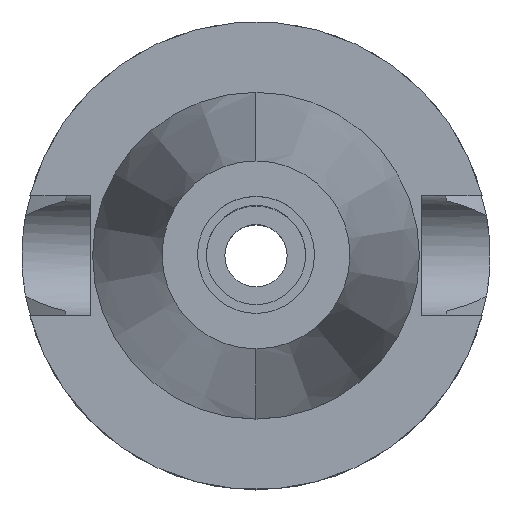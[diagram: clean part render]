
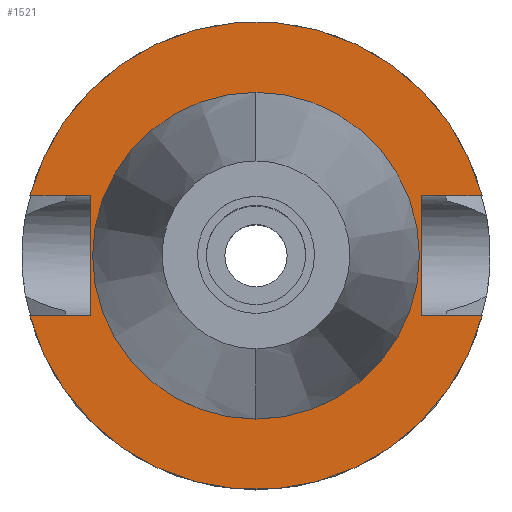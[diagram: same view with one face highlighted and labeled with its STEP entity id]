
A CAD part, top view. The second image highlights one B-rep face of the part: STEP entity #1521.
In plain terms, the highlighted planar face has unit normal (0, 0, 1).
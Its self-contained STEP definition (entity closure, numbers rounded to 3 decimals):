
#8 = DIRECTION ( 'NONE',  ( 0., 0., -1. ) ) ;
#13 = CARTESIAN_POINT ( 'NONE',  ( -48.321, -12.85, -1.5 ) ) ;
#17 = DIRECTION ( 'NONE',  ( 0., -1., 0. ) ) ;
#67 = VECTOR ( 'NONE', #2153, 1000. ) ;
#230 = LINE ( 'NONE', #242, #3046 ) ;
#233 = LINE ( 'NONE', #1171, #303 ) ;
#242 = CARTESIAN_POINT ( 'NONE',  ( -35.4, -12.85, -1.5 ) ) ;
#250 = AXIS2_PLACEMENT_3D ( 'NONE', #1664, #663, #17 ) ;
#275 = VERTEX_POINT ( 'NONE', #525 ) ;
#298 = EDGE_CURVE ( 'NONE', #275, #1227, #2168, .T. ) ;
#303 = VECTOR ( 'NONE', #2132, 1000. ) ;
#317 = EDGE_CURVE ( 'NONE', #2114, #1361, #1793, .T. ) ;
#332 = EDGE_CURVE ( 'NONE', #2225, #1572, #233, .T. ) ;
#495 = ORIENTED_EDGE ( 'NONE', *, *, #332, .F. ) ;
#525 = CARTESIAN_POINT ( 'NONE',  ( 35.4, 12.85, -1.5 ) ) ;
#579 = CARTESIAN_POINT ( 'NONE',  ( 0., 34.925, -1.5 ) ) ;
#590 = EDGE_CURVE ( 'NONE', #275, #1929, #1957, .T. ) ;
#663 = DIRECTION ( 'NONE',  ( 0., 0., -1. ) ) ;
#726 = VERTEX_POINT ( 'NONE', #2949 ) ;
#755 = DIRECTION ( 'NONE',  ( 0., -1., 0. ) ) ;
#847 = VECTOR ( 'NONE', #755, 1000. ) ;
#860 = CARTESIAN_POINT ( 'NONE',  ( 35.4, -12.85, -1.5 ) ) ;
#881 = ORIENTED_EDGE ( 'NONE', *, *, #590, .F. ) ;
#889 = CARTESIAN_POINT ( 'NONE',  ( -35.4, -12.85, -1.5 ) ) ;
#904 = VERTEX_POINT ( 'NONE', #579 ) ;
#914 = ORIENTED_EDGE ( 'NONE', *, *, #317, .F. ) ;
#969 = EDGE_LOOP ( 'NONE', ( #2732, #1501 ) ) ;
#992 = CARTESIAN_POINT ( 'NONE',  ( 35.4, 12.85, -1.5 ) ) ;
#1007 = VERTEX_POINT ( 'NONE', #889 ) ;
#1032 = CARTESIAN_POINT ( 'NONE',  ( 35.4, 12.85, -1.5 ) ) ;
#1088 = EDGE_CURVE ( 'NONE', #1929, #2114, #3067, .T. ) ;
#1140 = EDGE_CURVE ( 'NONE', #1572, #1227, #1997, .T. ) ;
#1171 = CARTESIAN_POINT ( 'NONE',  ( -35.4, 12.85, -1.5 ) ) ;
#1175 = FACE_BOUND ( 'NONE', #969, .T. ) ;
#1197 = ORIENTED_EDGE ( 'NONE', *, *, #1424, .F. ) ;
#1203 = ORIENTED_EDGE ( 'NONE', *, *, #1140, .F. ) ;
#1227 = VERTEX_POINT ( 'NONE', #2645 ) ;
#1361 = VERTEX_POINT ( 'NONE', #13 ) ;
#1424 = EDGE_CURVE ( 'NONE', #1007, #2225, #2356, .T. ) ;
#1440 = CARTESIAN_POINT ( 'NONE',  ( -48.321, 12.85, -1.5 ) ) ;
#1441 = AXIS2_PLACEMENT_3D ( 'NONE', #2625, #8, #1675 ) ;
#1470 = AXIS2_PLACEMENT_3D ( 'NONE', #1876, #3041, #2811 ) ;
#1501 = ORIENTED_EDGE ( 'NONE', *, *, #2310, .F. ) ;
#1521 = ADVANCED_FACE ( 'NONE', ( #1648, #1175 ), #2386, .F. ) ;
#1572 = VERTEX_POINT ( 'NONE', #1440 ) ;
#1587 = VECTOR ( 'NONE', #1816, 1000. ) ;
#1644 = DIRECTION ( 'NONE',  ( 1., 0., 0. ) ) ;
#1648 = FACE_OUTER_BOUND ( 'NONE', #2533, .T. ) ;
#1652 = CIRCLE ( 'NONE', #2965, 34.925 ) ;
#1664 = CARTESIAN_POINT ( 'NONE',  ( 0., 0., -1.5 ) ) ;
#1675 = DIRECTION ( 'NONE',  ( 0., 1., 0. ) ) ;
#1746 = CARTESIAN_POINT ( 'NONE',  ( 0., 0., -1.5 ) ) ;
#1773 = DIRECTION ( 'NONE',  ( 0., 0., 1. ) ) ;
#1793 = CIRCLE ( 'NONE', #2847, 50. ) ;
#1816 = DIRECTION ( 'NONE',  ( 1., 0., 0. ) ) ;
#1876 = CARTESIAN_POINT ( 'NONE',  ( 0., 0., -1.5 ) ) ;
#1885 = CARTESIAN_POINT ( 'NONE',  ( 35.4, -12.85, -1.5 ) ) ;
#1929 = VERTEX_POINT ( 'NONE', #1885 ) ;
#1954 = EDGE_CURVE ( 'NONE', #1007, #1361, #230, .T. ) ;
#1957 = LINE ( 'NONE', #1032, #847 ) ;
#1996 = CARTESIAN_POINT ( 'NONE',  ( -35.4, 12.85, -1.5 ) ) ;
#1997 = CIRCLE ( 'NONE', #1441, 50. ) ;
#2114 = VERTEX_POINT ( 'NONE', #2605 ) ;
#2132 = DIRECTION ( 'NONE',  ( -1., 0., 0. ) ) ;
#2143 = VECTOR ( 'NONE', #1644, 1000. ) ;
#2153 = DIRECTION ( 'NONE',  ( 0., 1., 0. ) ) ;
#2168 = LINE ( 'NONE', #992, #2143 ) ;
#2225 = VERTEX_POINT ( 'NONE', #1996 ) ;
#2310 = EDGE_CURVE ( 'NONE', #726, #904, #2802, .T. ) ;
#2356 = LINE ( 'NONE', #2593, #67 ) ;
#2366 = DIRECTION ( 'NONE',  ( 0., 0., -1. ) ) ;
#2386 = PLANE ( 'NONE',  #250 ) ;
#2428 = ORIENTED_EDGE ( 'NONE', *, *, #1088, .F. ) ;
#2455 = ORIENTED_EDGE ( 'NONE', *, *, #298, .T. ) ;
#2484 = DIRECTION ( 'NONE',  ( 0., 1., 0. ) ) ;
#2533 = EDGE_LOOP ( 'NONE', ( #3066, #914, #2428, #881, #2455, #1203, #495, #1197 ) ) ;
#2593 = CARTESIAN_POINT ( 'NONE',  ( -35.4, -12.85, -1.5 ) ) ;
#2605 = CARTESIAN_POINT ( 'NONE',  ( 48.321, -12.85, -1.5 ) ) ;
#2625 = CARTESIAN_POINT ( 'NONE',  ( 0., 0., -1.5 ) ) ;
#2645 = CARTESIAN_POINT ( 'NONE',  ( 48.321, 12.85, -1.5 ) ) ;
#2664 = DIRECTION ( 'NONE',  ( 0., -1., 0. ) ) ;
#2732 = ORIENTED_EDGE ( 'NONE', *, *, #2741, .F. ) ;
#2741 = EDGE_CURVE ( 'NONE', #904, #726, #1652, .T. ) ;
#2802 = CIRCLE ( 'NONE', #1470, 34.925 ) ;
#2811 = DIRECTION ( 'NONE',  ( 0., -1., 0. ) ) ;
#2834 = DIRECTION ( 'NONE',  ( -1., 0., 0. ) ) ;
#2847 = AXIS2_PLACEMENT_3D ( 'NONE', #2889, #2366, #2664 ) ;
#2889 = CARTESIAN_POINT ( 'NONE',  ( 0., 0., -1.5 ) ) ;
#2949 = CARTESIAN_POINT ( 'NONE',  ( 0., -34.925, -1.5 ) ) ;
#2965 = AXIS2_PLACEMENT_3D ( 'NONE', #1746, #1773, #2484 ) ;
#3041 = DIRECTION ( 'NONE',  ( 0., 0., 1. ) ) ;
#3046 = VECTOR ( 'NONE', #2834, 1000. ) ;
#3066 = ORIENTED_EDGE ( 'NONE', *, *, #1954, .T. ) ;
#3067 = LINE ( 'NONE', #860, #1587 ) ;
